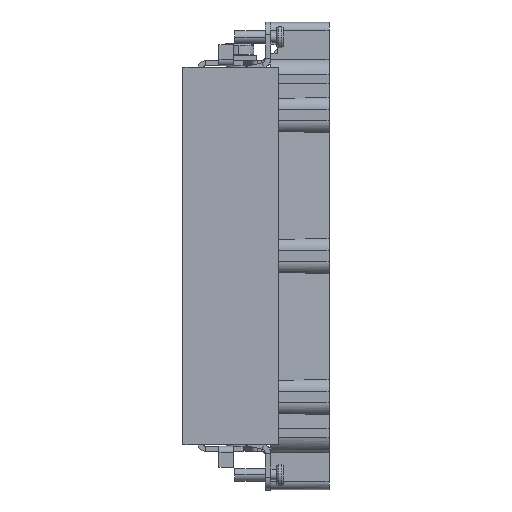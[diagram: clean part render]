
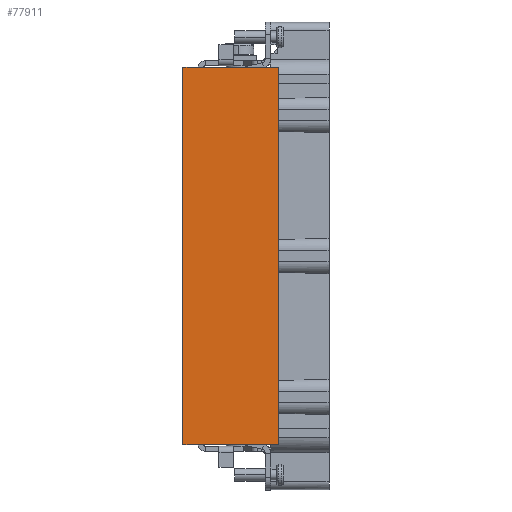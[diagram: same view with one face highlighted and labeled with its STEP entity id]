
A CAD part, left-side view. The second image highlights one B-rep face of the part: STEP entity #77911.
In plain terms, the highlighted planar face has unit normal (-1, 0, 0).
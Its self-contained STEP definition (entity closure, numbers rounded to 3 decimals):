
#7577=DIRECTION('',(0.,0.,-1.));
#7578=VECTOR('',#7577,89.8);
#7579=CARTESIAN_POINT('',(-17.,0.,74.9));
#7580=LINE('',#7579,#7578);
#7749=DIRECTION('',(0.,-1.,0.));
#7750=VECTOR('',#7749,22.7);
#7751=CARTESIAN_POINT('',(-17.,22.7,74.9));
#7752=LINE('',#7751,#7750);
#7753=DIRECTION('',(0.,1.,0.));
#7754=VECTOR('',#7753,22.7);
#7755=CARTESIAN_POINT('',(-17.,0.,-14.9));
#7756=LINE('',#7755,#7754);
#7757=DIRECTION('',(0.,0.,-1.));
#7758=VECTOR('',#7757,89.8);
#7759=CARTESIAN_POINT('',(-17.,22.7,74.9));
#7760=LINE('',#7759,#7758);
#57265=CARTESIAN_POINT('',(-17.,22.7,74.9));
#57266=CARTESIAN_POINT('',(-17.,22.7,-14.9));
#57267=VERTEX_POINT('',#57265);
#57268=VERTEX_POINT('',#57266);
#57869=CARTESIAN_POINT('',(-17.,0.,74.9));
#57870=CARTESIAN_POINT('',(-17.,0.,-14.9));
#57871=VERTEX_POINT('',#57869);
#57872=VERTEX_POINT('',#57870);
#77899=CARTESIAN_POINT('',(-17.,0.,-14.9));
#77900=DIRECTION('',(-1.,0.,0.));
#77901=DIRECTION('',(0.,0.,1.));
#77902=AXIS2_PLACEMENT_3D('',#77899,#77900,#77901);
#77903=PLANE('',#77902);
#77904=ORIENTED_EDGE('',*,*,#77617,.T.);
#77905=ORIENTED_EDGE('',*,*,#77749,.T.);
#77906=ORIENTED_EDGE('',*,*,#77812,.T.);
#77908=ORIENTED_EDGE('',*,*,#77907,.F.);
#77909=EDGE_LOOP('',(#77904,#77905,#77906,#77908));
#77910=FACE_OUTER_BOUND('',#77909,.F.);
#77911=ADVANCED_FACE('',(#77910),#77903,.T.);
#77617=EDGE_CURVE('',#57267,#57871,#7752,.T.);
#77749=EDGE_CURVE('',#57871,#57872,#7580,.T.);
#77812=EDGE_CURVE('',#57872,#57268,#7756,.T.);
#77907=EDGE_CURVE('',#57267,#57268,#7760,.T.);
